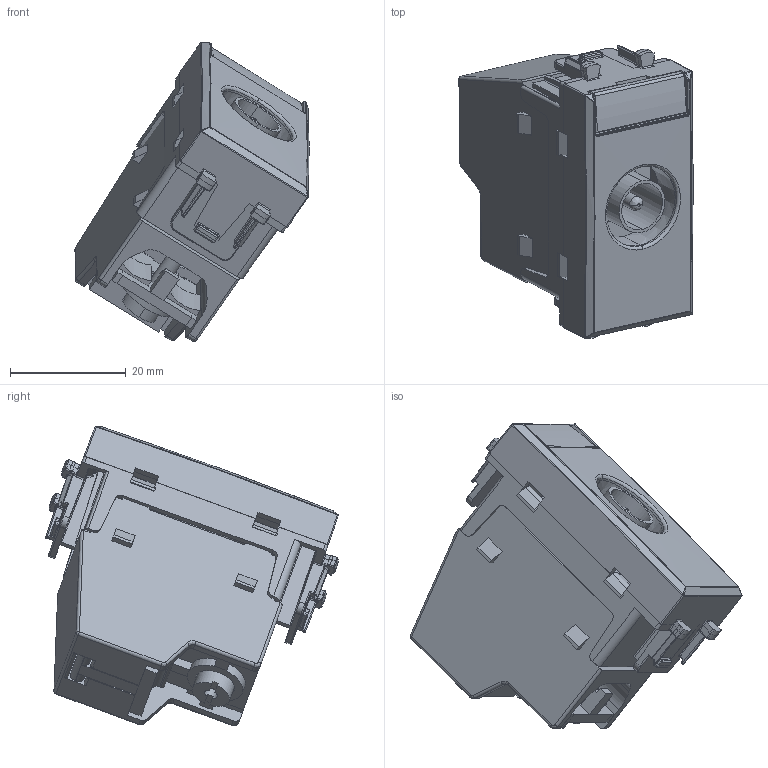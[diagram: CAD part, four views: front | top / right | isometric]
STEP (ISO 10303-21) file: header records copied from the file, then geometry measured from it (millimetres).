
FILE_DESCRIPTION(('CATIA V5 STEP Exchange'),'2;1');
FILE_NAME('442096M.stp','2024-03-07T15:15:06+00:00',('none'),('none'),'CATIA Version 5-6 Release 2016 SP6','CATIA V5 STEP AP203','none');
FILE_SCHEMA(('CONFIG_CONTROL_DESIGN'));
Length unit declared in the file: millimetre
Products named in the file (1): 442096M
Assembly tree (3 placements, depth 2):
  442096M
    #57
    #30371
    #39359
Bounding box: 40.47 x 50.64 x 51.7 mm (x, y, z)
Volume: 21025.7 mm3; surface area: 15648.4 mm2
Topology: 4 solids, 4 shells, 1069 faces, 2772 edges, 1616 vertices
Faces by surface type: plane 432, cylinder 383, bspline 117, sphere 84, cone 32, torus 11, extrusion 10
Entity records: 40516 total; most frequent: CARTESIAN_POINT 17875, ORIENTED_EDGE 5352, DIRECTION 3427, EDGE_CURVE 2676, VERTEX_POINT 1616, VECTOR 1420, LINE 1410, AXIS2_PLACEMENT_3D 1252
